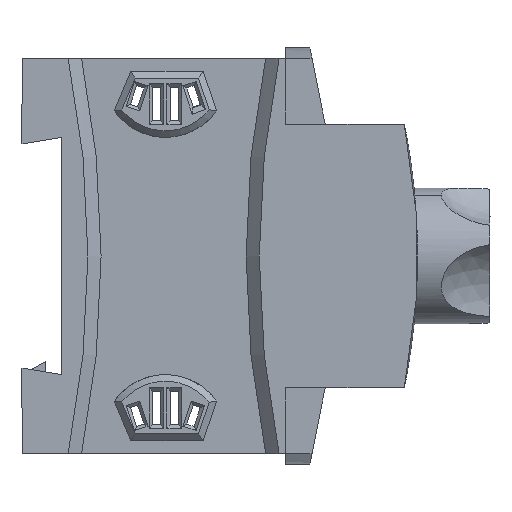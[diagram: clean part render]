
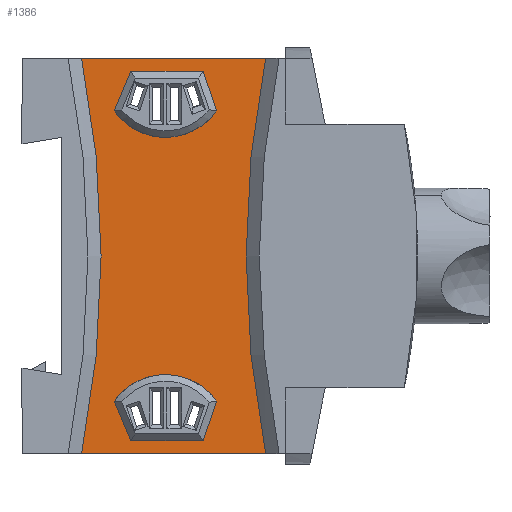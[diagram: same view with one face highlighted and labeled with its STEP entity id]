
A CAD part, left-side view. The second image highlights one B-rep face of the part: STEP entity #1386.
In plain terms, the highlighted face is planar.
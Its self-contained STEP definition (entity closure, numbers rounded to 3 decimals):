
#1266=AXIS2_PLACEMENT_3D('Circle Axis2P3D',#1264,#1265,$) ;
#1286=AXIS2_PLACEMENT_3D('Plane Axis2P3D',#1283,#1284,#1285) ;
#1290=AXIS2_PLACEMENT_3D('Circle Axis2P3D',#1288,#1289,$) ;
#366=CARTESIAN_POINT('Vertex',(0.,9.04,10.)) ;
#369=CARTESIAN_POINT('Line Origine',(0.,23.,10.)) ;
#373=CARTESIAN_POINT('Vertex',(0.,36.96,10.)) ;
#1261=CARTESIAN_POINT('Vertex',(60.,9.04,10.)) ;
#1264=CARTESIAN_POINT('Axis2P3D Location',(30.,-141.5,10.)) ;
#1283=CARTESIAN_POINT('Axis2P3D Location',(30.,23.,10.)) ;
#1288=CARTESIAN_POINT('Axis2P3D Location',(30.,187.5,10.)) ;
#1292=CARTESIAN_POINT('Vertex',(60.,36.96,10.)) ;
#1295=CARTESIAN_POINT('Line Origine',(60.,23.,10.)) ;
#1306=CARTESIAN_POINT('Line Origine',(55.,15.25,10.)) ;
#1310=CARTESIAN_POINT('Vertex',(58.,16.5,10.)) ;
#1312=CARTESIAN_POINT('Vertex',(52.,14.,10.)) ;
#1316=CARTESIAN_POINT('Control Point',(52.,14.,10.)) ;
#1317=CARTESIAN_POINT('Control Point',(50.522,15.049,10.)) ;
#1318=CARTESIAN_POINT('Control Point',(49.294,16.45,10.)) ;
#1319=CARTESIAN_POINT('Control Point',(48.429,18.125,10.)) ;
#1320=CARTESIAN_POINT('Control Point',(47.565,21.749,10.)) ;
#1321=CARTESIAN_POINT('Control Point',(48.429,25.374,10.)) ;
#1322=CARTESIAN_POINT('Control Point',(49.294,27.049,10.)) ;
#1323=CARTESIAN_POINT('Control Point',(50.522,28.451,10.)) ;
#1324=CARTESIAN_POINT('Control Point',(52.,29.5,10.)) ;
#1325=CARTESIAN_POINT('Vertex',(52.,29.5,10.)) ;
#1328=CARTESIAN_POINT('Line Origine',(55.,28.5,10.)) ;
#1332=CARTESIAN_POINT('Vertex',(58.,27.5,10.)) ;
#1335=CARTESIAN_POINT('Line Origine',(58.,22.,10.)) ;
#1346=CARTESIAN_POINT('Line Origine',(5.,15.25,10.)) ;
#1350=CARTESIAN_POINT('Vertex',(8.,14.,10.)) ;
#1352=CARTESIAN_POINT('Vertex',(2.,16.5,10.)) ;
#1355=CARTESIAN_POINT('Line Origine',(2.,22.,10.)) ;
#1359=CARTESIAN_POINT('Vertex',(2.,27.5,10.)) ;
#1362=CARTESIAN_POINT('Line Origine',(5.,28.5,10.)) ;
#1366=CARTESIAN_POINT('Vertex',(8.,29.5,10.)) ;
#1370=CARTESIAN_POINT('Control Point',(8.,29.5,10.)) ;
#1371=CARTESIAN_POINT('Control Point',(9.478,28.451,10.)) ;
#1372=CARTESIAN_POINT('Control Point',(10.706,27.05,10.)) ;
#1373=CARTESIAN_POINT('Control Point',(11.571,25.375,10.)) ;
#1374=CARTESIAN_POINT('Control Point',(12.435,21.751,10.)) ;
#1375=CARTESIAN_POINT('Control Point',(11.571,18.126,10.)) ;
#1376=CARTESIAN_POINT('Control Point',(10.706,16.451,10.)) ;
#1377=CARTESIAN_POINT('Control Point',(9.478,15.049,10.)) ;
#1378=CARTESIAN_POINT('Control Point',(8.,14.,10.)) ;
#370=DIRECTION('Vector Direction',(0.,1.,0.)) ;
#1265=DIRECTION('Axis2P3D Direction',(0.,0.,-1.)) ;
#1284=DIRECTION('Axis2P3D Direction',(0.,0.,1.)) ;
#1285=DIRECTION('Axis2P3D XDirection',(1.,0.,0.)) ;
#1289=DIRECTION('Axis2P3D Direction',(0.,0.,1.)) ;
#1296=DIRECTION('Vector Direction',(0.,-1.,0.)) ;
#1307=DIRECTION('Vector Direction',(-0.923,-0.385,0.)) ;
#1329=DIRECTION('Vector Direction',(0.949,-0.316,0.)) ;
#1336=DIRECTION('Vector Direction',(0.,-1.,0.)) ;
#1347=DIRECTION('Vector Direction',(-0.923,0.385,0.)) ;
#1356=DIRECTION('Vector Direction',(0.,1.,0.)) ;
#1363=DIRECTION('Vector Direction',(0.949,0.316,0.)) ;
#371=VECTOR('Line Direction',#370,1.) ;
#1297=VECTOR('Line Direction',#1296,1.) ;
#1308=VECTOR('Line Direction',#1307,1.) ;
#1330=VECTOR('Line Direction',#1329,1.) ;
#1337=VECTOR('Line Direction',#1336,1.) ;
#1348=VECTOR('Line Direction',#1347,1.) ;
#1357=VECTOR('Line Direction',#1356,1.) ;
#1364=VECTOR('Line Direction',#1363,1.) ;
#1301=ORIENTED_EDGE('',*,*,#1294,.F.) ;
#1302=ORIENTED_EDGE('',*,*,#375,.F.) ;
#1303=ORIENTED_EDGE('',*,*,#1268,.F.) ;
#1304=ORIENTED_EDGE('',*,*,#1299,.F.) ;
#1341=ORIENTED_EDGE('',*,*,#1314,.T.) ;
#1342=ORIENTED_EDGE('',*,*,#1327,.T.) ;
#1343=ORIENTED_EDGE('',*,*,#1334,.T.) ;
#1344=ORIENTED_EDGE('',*,*,#1339,.T.) ;
#1381=ORIENTED_EDGE('',*,*,#1354,.T.) ;
#1382=ORIENTED_EDGE('',*,*,#1361,.T.) ;
#1383=ORIENTED_EDGE('',*,*,#1368,.T.) ;
#1384=ORIENTED_EDGE('',*,*,#1379,.T.) ;
#1345=FACE_BOUND('',#1340,.T.) ;
#1385=FACE_BOUND('',#1380,.T.) ;
#1386=ADVANCED_FACE('Volumenk\X2\00F6\X0\rper1',(#1305,#1345,#1385),#1287,.T.) ;
#1315=B_SPLINE_CURVE_WITH_KNOTS('',5,(#1316,#1317,#1318,#1319,#1320,#1321,#1322,#1323,#1324),.UNSPECIFIED.,.F.,.U.,(6,3,6),(0.,12.815,25.632),.UNSPECIFIED.) ;
#1369=B_SPLINE_CURVE_WITH_KNOTS('',5,(#1370,#1371,#1372,#1373,#1374,#1375,#1376,#1377,#1378),.UNSPECIFIED.,.F.,.U.,(6,3,6),(0.,12.815,25.632),.UNSPECIFIED.) ;
#1267=CIRCLE('generated circle',#1266,153.5) ;
#1291=CIRCLE('generated circle',#1290,153.5) ;
#375=EDGE_CURVE('',#367,#374,#372,.T.) ;
#1268=EDGE_CURVE('',#1262,#367,#1267,.F.) ;
#1294=EDGE_CURVE('',#374,#1293,#1291,.T.) ;
#1299=EDGE_CURVE('',#1293,#1262,#1298,.T.) ;
#1314=EDGE_CURVE('',#1311,#1313,#1309,.T.) ;
#1327=EDGE_CURVE('',#1313,#1326,#1315,.T.) ;
#1334=EDGE_CURVE('',#1326,#1333,#1331,.T.) ;
#1339=EDGE_CURVE('',#1333,#1311,#1338,.T.) ;
#1354=EDGE_CURVE('',#1351,#1353,#1349,.T.) ;
#1361=EDGE_CURVE('',#1353,#1360,#1358,.T.) ;
#1368=EDGE_CURVE('',#1360,#1367,#1365,.T.) ;
#1379=EDGE_CURVE('',#1367,#1351,#1369,.T.) ;
#1300=EDGE_LOOP('',(#1301,#1302,#1303,#1304)) ;
#1340=EDGE_LOOP('',(#1341,#1342,#1343,#1344)) ;
#1380=EDGE_LOOP('',(#1381,#1382,#1383,#1384)) ;
#1305=FACE_OUTER_BOUND('',#1300,.T.) ;
#372=LINE('Line',#369,#371) ;
#1298=LINE('Line',#1295,#1297) ;
#1309=LINE('Line',#1306,#1308) ;
#1331=LINE('Line',#1328,#1330) ;
#1338=LINE('Line',#1335,#1337) ;
#1349=LINE('Line',#1346,#1348) ;
#1358=LINE('Line',#1355,#1357) ;
#1365=LINE('Line',#1362,#1364) ;
#1287=PLANE('',#1286) ;
#367=VERTEX_POINT('',#366) ;
#374=VERTEX_POINT('',#373) ;
#1262=VERTEX_POINT('',#1261) ;
#1293=VERTEX_POINT('',#1292) ;
#1311=VERTEX_POINT('',#1310) ;
#1313=VERTEX_POINT('',#1312) ;
#1326=VERTEX_POINT('',#1325) ;
#1333=VERTEX_POINT('',#1332) ;
#1351=VERTEX_POINT('',#1350) ;
#1353=VERTEX_POINT('',#1352) ;
#1360=VERTEX_POINT('',#1359) ;
#1367=VERTEX_POINT('',#1366) ;
